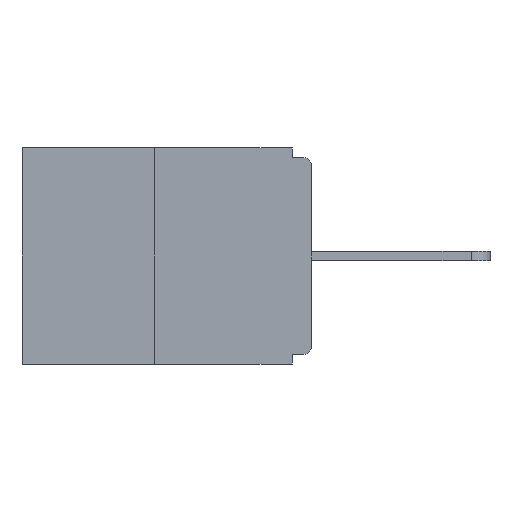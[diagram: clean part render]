
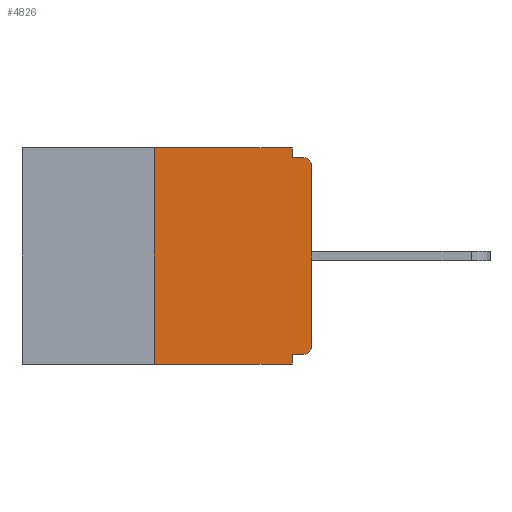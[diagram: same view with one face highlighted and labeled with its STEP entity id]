
A CAD part, left-side view. The second image highlights one B-rep face of the part: STEP entity #4826.
In plain terms, the highlighted planar face has unit normal (-1, 0, 0).
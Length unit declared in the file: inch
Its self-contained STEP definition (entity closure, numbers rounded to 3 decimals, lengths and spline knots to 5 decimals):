
#5 = VECTOR ( 'NONE', #10244, 39.37008 ) ;
#50 = LINE ( 'NONE', #10405, #5 ) ;
#107 = VECTOR ( 'NONE', #10451, 39.37008 ) ;
#153 = LINE ( 'NONE', #10474, #107 ) ;
#166 = VECTOR ( 'NONE', #10529, 39.37008 ) ;
#196 = VECTOR ( 'NONE', #10614, 39.37008 ) ;
#212 = LINE ( 'NONE', #10528, #166 ) ;
#248 = LINE ( 'NONE', #10668, #196 ) ;
#265 = EDGE_LOOP ( 'NONE', ( #7869, #7892, #7972, #7986, #8019, #8056, #693, #748, #1214, #1345 ) ) ;
#665 = DIRECTION ( 'NONE',  ( 0., 0., -1. ) ) ;
#693 = ORIENTED_EDGE ( 'NONE', *, *, #1472, .T. ) ;
#748 = ORIENTED_EDGE ( 'NONE', *, *, #1648, .T. ) ;
#763 = CARTESIAN_POINT ( 'NONE',  ( 0., 0.015, -0.03 ) ) ;
#767 = DIRECTION ( 'NONE',  ( -1., 0., 0. ) ) ;
#1214 = ORIENTED_EDGE ( 'NONE', *, *, #1608, .F. ) ;
#1345 = ORIENTED_EDGE ( 'NONE', *, *, #2010, .F. ) ;
#1450 = DIRECTION ( 'NONE',  ( 0., 0., -1. ) ) ;
#1472 = EDGE_CURVE ( 'NONE', #9039, #9938, #2591, .T. ) ;
#1480 = CARTESIAN_POINT ( 'NONE',  ( 0., 0.015, -0.313 ) ) ;
#1495 = DIRECTION ( 'NONE',  ( -1., 0., 0. ) ) ;
#1558 = EDGE_CURVE ( 'NONE', #9522, #5913, #2351, .T. ) ;
#1578 = DIRECTION ( 'NONE',  ( 1., 0., 0. ) ) ;
#1608 = EDGE_CURVE ( 'NONE', #3497, #7631, #2143, .T. ) ;
#1625 = EDGE_CURVE ( 'NONE', #9522, #9039, #2071, .T. ) ;
#1648 = EDGE_CURVE ( 'NONE', #9938, #7631, #1979, .T. ) ;
#1820 = DIRECTION ( 'NONE',  ( 0., -1., 0. ) ) ;
#1932 = CARTESIAN_POINT ( 'NONE',  ( 0., 0., -0.015 ) ) ;
#1968 = EDGE_CURVE ( 'NONE', #9628, #6955, #248, .T. ) ;
#1979 = CIRCLE ( 'NONE', #4934, 0.015 ) ;
#1986 = EDGE_CURVE ( 'NONE', #9628, #7872, #212, .T. ) ;
#1991 = EDGE_CURVE ( 'NONE', #5913, #7872, #153, .T. ) ;
#2010 = EDGE_CURVE ( 'NONE', #2419, #3497, #50, .T. ) ;
#2071 = CIRCLE ( 'NONE', #5966, 0.015 ) ;
#2120 = VECTOR ( 'NONE', #1820, 39.37008 ) ;
#2143 = LINE ( 'NONE', #1932, #2120 ) ;
#2317 = VECTOR ( 'NONE', #2586, 39.37008 ) ;
#2351 = LINE ( 'NONE', #5441, #2317 ) ;
#2419 = VERTEX_POINT ( 'NONE', #5194 ) ;
#2556 = VECTOR ( 'NONE', #10663, 39.37008 ) ;
#2586 = DIRECTION ( 'NONE',  ( 0., 1., 0. ) ) ;
#2591 = LINE ( 'NONE', #3756, #2556 ) ;
#3497 = VERTEX_POINT ( 'NONE', #10073 ) ;
#3588 = CARTESIAN_POINT ( 'NONE',  ( 0., 0.031, -0.343 ) ) ;
#3756 = CARTESIAN_POINT ( 'NONE',  ( 0., 0., 0. ) ) ;
#3985 = DIRECTION ( 'NONE',  ( 0., 0., -1. ) ) ;
#4826 = ADVANCED_FACE ( 'NONE', ( #6976 ), #7536, .F. ) ;
#4934 = AXIS2_PLACEMENT_3D ( 'NONE', #763, #767, #665 ) ;
#5194 = CARTESIAN_POINT ( 'NONE',  ( 0., 0.031, 0. ) ) ;
#5296 = VECTOR ( 'NONE', #9410, 39.37008 ) ;
#5441 = CARTESIAN_POINT ( 'NONE',  ( 0., 0., -0.328 ) ) ;
#5913 = VERTEX_POINT ( 'NONE', #9092 ) ;
#5966 = AXIS2_PLACEMENT_3D ( 'NONE', #1480, #1495, #1450 ) ;
#6955 = VERTEX_POINT ( 'NONE', #7922 ) ;
#6976 = FACE_OUTER_BOUND ( 'NONE', #265, .T. ) ;
#7098 = CARTESIAN_POINT ( 'NONE',  ( 0., 0.015, -0.015 ) ) ;
#7437 = LINE ( 'NONE', #9848, #5296 ) ;
#7448 = EDGE_CURVE ( 'NONE', #6955, #2419, #7437, .T. ) ;
#7465 = CARTESIAN_POINT ( 'NONE',  ( 0., 0.46, 0. ) ) ;
#7536 = PLANE ( 'NONE',  #7899 ) ;
#7631 = VERTEX_POINT ( 'NONE', #7098 ) ;
#7869 = ORIENTED_EDGE ( 'NONE', *, *, #7448, .F. ) ;
#7872 = VERTEX_POINT ( 'NONE', #3588 ) ;
#7892 = ORIENTED_EDGE ( 'NONE', *, *, #1968, .F. ) ;
#7899 = AXIS2_PLACEMENT_3D ( 'NONE', #7465, #1578, #3985 ) ;
#7922 = CARTESIAN_POINT ( 'NONE',  ( 0., 0.25, 0. ) ) ;
#7972 = ORIENTED_EDGE ( 'NONE', *, *, #1986, .T. ) ;
#7986 = ORIENTED_EDGE ( 'NONE', *, *, #1991, .F. ) ;
#8019 = ORIENTED_EDGE ( 'NONE', *, *, #1558, .F. ) ;
#8056 = ORIENTED_EDGE ( 'NONE', *, *, #1625, .T. ) ;
#8389 = CARTESIAN_POINT ( 'NONE',  ( 0., 0., -0.03 ) ) ;
#8899 = CARTESIAN_POINT ( 'NONE',  ( 0., 0.25, -0.343 ) ) ;
#9039 = VERTEX_POINT ( 'NONE', #10675 ) ;
#9092 = CARTESIAN_POINT ( 'NONE',  ( 0., 0.031, -0.328 ) ) ;
#9341 = CARTESIAN_POINT ( 'NONE',  ( 0., 0.015, -0.328 ) ) ;
#9410 = DIRECTION ( 'NONE',  ( 0., -1., 0. ) ) ;
#9522 = VERTEX_POINT ( 'NONE', #9341 ) ;
#9628 = VERTEX_POINT ( 'NONE', #8899 ) ;
#9848 = CARTESIAN_POINT ( 'NONE',  ( 0., 0.46, 0. ) ) ;
#9938 = VERTEX_POINT ( 'NONE', #8389 ) ;
#10073 = CARTESIAN_POINT ( 'NONE',  ( 0., 0.031, -0.015 ) ) ;
#10244 = DIRECTION ( 'NONE',  ( 0., 0., -1. ) ) ;
#10405 = CARTESIAN_POINT ( 'NONE',  ( 0., 0.031, 0. ) ) ;
#10451 = DIRECTION ( 'NONE',  ( 0., 0., -1. ) ) ;
#10474 = CARTESIAN_POINT ( 'NONE',  ( 0., 0.031, -0.343 ) ) ;
#10528 = CARTESIAN_POINT ( 'NONE',  ( 0., 0.46, -0.343 ) ) ;
#10529 = DIRECTION ( 'NONE',  ( 0., -1., 0. ) ) ;
#10614 = DIRECTION ( 'NONE',  ( 0., 0., 1. ) ) ;
#10663 = DIRECTION ( 'NONE',  ( 0., 0., 1. ) ) ;
#10668 = CARTESIAN_POINT ( 'NONE',  ( 0., 0.25, 0. ) ) ;
#10675 = CARTESIAN_POINT ( 'NONE',  ( 0., 0., -0.313 ) ) ;
